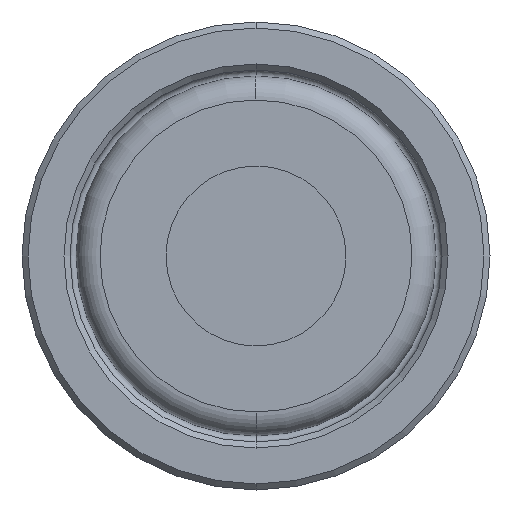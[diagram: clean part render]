
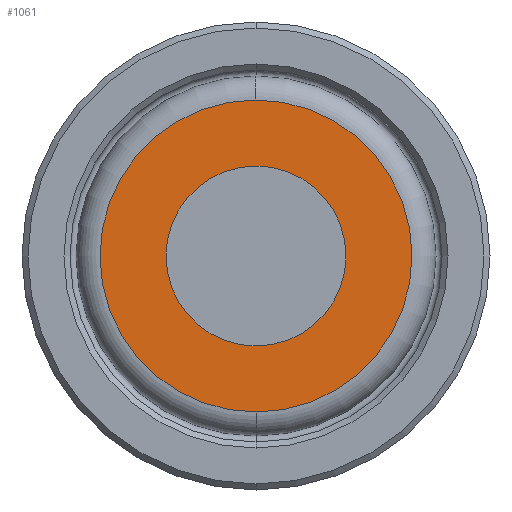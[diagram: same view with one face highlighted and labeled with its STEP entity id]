
A CAD part, front view. The second image highlights one B-rep face of the part: STEP entity #1061.
In plain terms, the highlighted planar face has unit normal (0, -1, 0).
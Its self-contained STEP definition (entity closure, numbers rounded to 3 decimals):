
#35 = DIRECTION ( 'NONE',  ( 0., 0., -1. ) ) ;
#73 = VERTEX_POINT ( 'NONE', #1460 ) ;
#111 = ORIENTED_EDGE ( 'NONE', *, *, #529, .T. ) ;
#172 = CARTESIAN_POINT ( 'NONE',  ( 7.5, 0., 0. ) ) ;
#174 = EDGE_CURVE ( 'NONE', #73, #575, #1060, .T. ) ;
#212 = FACE_OUTER_BOUND ( 'NONE', #1350, .T. ) ;
#307 = EDGE_CURVE ( 'NONE', #1298, #816, #1609, .T. ) ;
#406 = AXIS2_PLACEMENT_3D ( 'NONE', #1778, #1438, #1700 ) ;
#457 = AXIS2_PLACEMENT_3D ( 'NONE', #172, #2020, #2015 ) ;
#529 = EDGE_CURVE ( 'NONE', #575, #73, #832, .T. ) ;
#568 = DIRECTION ( 'NONE',  ( 0., 0., -1. ) ) ;
#575 = VERTEX_POINT ( 'NONE', #1748 ) ;
#646 = DIRECTION ( 'NONE',  ( 0., -1., 0. ) ) ;
#674 = AXIS2_PLACEMENT_3D ( 'NONE', #1454, #1253, #568 ) ;
#816 = VERTEX_POINT ( 'NONE', #1573 ) ;
#832 = CIRCLE ( 'NONE', #406, 13. ) ;
#880 = AXIS2_PLACEMENT_3D ( 'NONE', #1616, #646, #1780 ) ;
#1060 = CIRCLE ( 'NONE', #674, 13. ) ;
#1061 = ADVANCED_FACE ( 'NONE', ( #212, #1882 ), #1605, .T. ) ;
#1142 = DIRECTION ( 'NONE',  ( 0., -1., 0. ) ) ;
#1253 = DIRECTION ( 'NONE',  ( 0., -1., 0. ) ) ;
#1298 = VERTEX_POINT ( 'NONE', #1517 ) ;
#1350 = EDGE_LOOP ( 'NONE', ( #1870, #111 ) ) ;
#1438 = DIRECTION ( 'NONE',  ( 0., -1., 0. ) ) ;
#1454 = CARTESIAN_POINT ( 'NONE',  ( 0., 0., 0. ) ) ;
#1460 = CARTESIAN_POINT ( 'NONE',  ( 0., 0., -13. ) ) ;
#1488 = CARTESIAN_POINT ( 'NONE',  ( 0., 0., 0. ) ) ;
#1517 = CARTESIAN_POINT ( 'NONE',  ( 0., 0., -7.5 ) ) ;
#1518 = ORIENTED_EDGE ( 'NONE', *, *, #307, .F. ) ;
#1564 = EDGE_LOOP ( 'NONE', ( #1518, #1708 ) ) ;
#1573 = CARTESIAN_POINT ( 'NONE',  ( 0., 0., 7.5 ) ) ;
#1582 = CIRCLE ( 'NONE', #880, 7.5 ) ;
#1605 = PLANE ( 'NONE',  #457 ) ;
#1609 = CIRCLE ( 'NONE', #1752, 7.5 ) ;
#1616 = CARTESIAN_POINT ( 'NONE',  ( 0., 0., 0. ) ) ;
#1700 = DIRECTION ( 'NONE',  ( 0., 0., -1. ) ) ;
#1708 = ORIENTED_EDGE ( 'NONE', *, *, #2037, .F. ) ;
#1748 = CARTESIAN_POINT ( 'NONE',  ( 0., 0., 13. ) ) ;
#1752 = AXIS2_PLACEMENT_3D ( 'NONE', #1488, #1142, #35 ) ;
#1778 = CARTESIAN_POINT ( 'NONE',  ( 0., 0., 0. ) ) ;
#1780 = DIRECTION ( 'NONE',  ( 0., 0., -1. ) ) ;
#1870 = ORIENTED_EDGE ( 'NONE', *, *, #174, .T. ) ;
#1882 = FACE_BOUND ( 'NONE', #1564, .T. ) ;
#2015 = DIRECTION ( 'NONE',  ( 0., 0., -1. ) ) ;
#2020 = DIRECTION ( 'NONE',  ( 0., -1., 0. ) ) ;
#2037 = EDGE_CURVE ( 'NONE', #816, #1298, #1582, .T. ) ;
